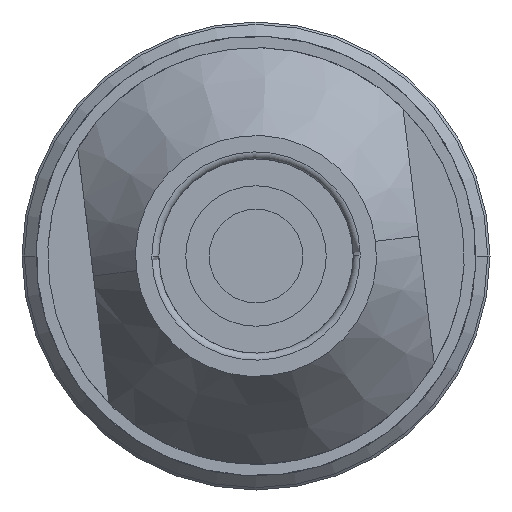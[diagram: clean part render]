
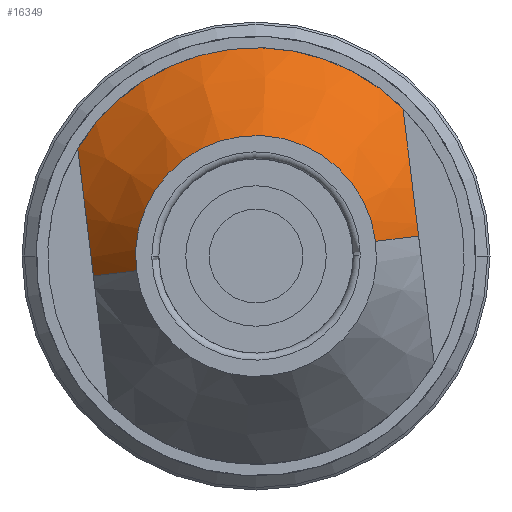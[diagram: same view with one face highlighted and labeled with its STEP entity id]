
A CAD part, front view. The second image highlights one B-rep face of the part: STEP entity #16349.
In plain terms, the highlighted conical face has half-angle 36.87 degrees and reference radius 7.025 mm.
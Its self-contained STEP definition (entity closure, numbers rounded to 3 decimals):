
#6828=CARTESIAN_POINT('',(6.948,-47.483,
0.853));
#6861=CARTESIAN_POINT('',(-6.948,-47.483,
-0.853));
#6863=DIRECTION('',(0.596,0.8,0.073));
#6864=VECTOR('',#6863,3.083);
#6865=CARTESIAN_POINT('',(5.112,-49.95,0.628));
#6866=LINE('',#6865,#6864);
#6881=CARTESIAN_POINT('',(6.278,-44.95,6.308));
#6882=CARTESIAN_POINT('',(6.305,-45.136,6.085));
#6883=CARTESIAN_POINT('',(6.358,-45.479,5.654));
#6884=CARTESIAN_POINT('',(6.431,-45.908,5.066));
#6885=CARTESIAN_POINT('',(6.497,-46.269,4.521));
#6886=CARTESIAN_POINT('',(6.56,-46.572,4.009));
#6887=CARTESIAN_POINT('',(6.62,-46.824,3.522));
#6888=CARTESIAN_POINT('',(6.678,-47.033,3.053));
#6889=CARTESIAN_POINT('',(6.733,-47.199,2.599));
#6890=CARTESIAN_POINT('',(6.788,-47.327,2.155));
#6891=CARTESIAN_POINT('',(6.842,-47.417,1.717));
#6892=CARTESIAN_POINT('',(6.895,-47.471,1.284));
#6893=CARTESIAN_POINT('',(6.93,-47.483,
0.997));
#6894=CARTESIAN_POINT('',(6.948,-47.483,
0.853));
#6896=DIRECTION('',(-0.596,0.8,-0.073));
#6897=VECTOR('',#6896,3.083);
#6898=CARTESIAN_POINT('',(-5.112,-49.95,-0.628));
#6899=LINE('',#6898,#6897);
#6900=CARTESIAN_POINT('',(-6.948,-47.483,
-0.853));
#6901=CARTESIAN_POINT('',(-6.966,-47.483,
-0.709));
#6902=CARTESIAN_POINT('',(-7.001,-47.471,
-0.42));
#6903=CARTESIAN_POINT('',(-7.054,-47.417,
0.015));
#6904=CARTESIAN_POINT('',(-7.108,-47.325,
0.455));
#6905=CARTESIAN_POINT('',(-7.163,-47.197,
0.9));
#6906=CARTESIAN_POINT('',(-7.219,-47.029,
1.356));
#6907=CARTESIAN_POINT('',(-7.277,-46.82,
1.825));
#6908=CARTESIAN_POINT('',(-7.336,-46.567,
2.312));
#6909=CARTESIAN_POINT('',(-7.399,-46.263,
2.824));
#6910=CARTESIAN_POINT('',(-7.466,-45.903,
3.367));
#6911=CARTESIAN_POINT('',(-7.538,-45.476,
3.952));
#6912=CARTESIAN_POINT('',(-7.59,-45.134,
4.38));
#6913=CARTESIAN_POINT('',(-7.618,-44.95,4.602));
#6915=CARTESIAN_POINT('',(0.,-44.95,0.));
#6916=DIRECTION('',(0.,1.,0.));
#6917=DIRECTION('',(-0.856,0.,0.517));
#6918=AXIS2_PLACEMENT_3D('',#6915,#6916,#6917);
#6920=CARTESIAN_POINT('',(0.,-44.95,0.));
#6921=DIRECTION('',(0.,1.,0.));
#6922=DIRECTION('',(-0.122,0.,0.993));
#6923=AXIS2_PLACEMENT_3D('',#6920,#6921,#6922);
#6930=CARTESIAN_POINT('',(0.,-49.95,0.));
#6931=DIRECTION('',(0.,1.,0.));
#6932=DIRECTION('',(-0.993,0.,-0.122));
#6933=AXIS2_PLACEMENT_3D('',#6930,#6931,#6932);
#10734=CARTESIAN_POINT('',(6.278,-44.95,6.308));
#10735=VERTEX_POINT('',#10734);
#10736=CARTESIAN_POINT('',(-1.085,-44.95,8.834));
#10737=VERTEX_POINT('',#10736);
#10738=CARTESIAN_POINT('',(-7.618,-44.95,4.602));
#10739=VERTEX_POINT('',#10738);
#10740=VERTEX_POINT('',#6828);
#10741=VERTEX_POINT('',#6861);
#10742=CARTESIAN_POINT('',(-5.112,-49.95,-0.628));
#10743=VERTEX_POINT('',#10742);
#10744=CARTESIAN_POINT('',(5.112,-49.95,0.628));
#10745=VERTEX_POINT('',#10744);
#16334=CARTESIAN_POINT('',(0.,-47.45,0.));
#16335=DIRECTION('',(0.,1.,0.));
#16336=DIRECTION('',(0.993,0.,0.122));
#16337=AXIS2_PLACEMENT_3D('',#16334,#16335,#16336);
#16338=CONICAL_SURFACE('',#16337,7.025,36.87);
#16339=ORIENTED_EDGE('',*,*,#16287,.T.);
#16340=ORIENTED_EDGE('',*,*,#16305,.F.);
#16342=ORIENTED_EDGE('',*,*,#16341,.F.);
#16343=ORIENTED_EDGE('',*,*,#16301,.T.);
#16344=ORIENTED_EDGE('',*,*,#16317,.T.);
#16345=ORIENTED_EDGE('',*,*,#16255,.T.);
#16346=ORIENTED_EDGE('',*,*,#16253,.T.);
#16347=EDGE_LOOP('',(#16339,#16340,#16342,#16343,#16344,#16345,#16346));
#16348=FACE_OUTER_BOUND('',#16347,.F.);
#16349=ADVANCED_FACE('',(#16348),#16338,.T.);
#6895=B_SPLINE_CURVE_WITH_KNOTS('',3,(#6881,#6882,#6883,#6884,#6885,#6886,#6887,
#6888,#6889,#6890,#6891,#6892,#6893,#6894),.UNSPECIFIED.,.F.,.F.,(4,1,1,1,1,1,1,
1,1,1,1,4),(0.,0.091,0.182,0.273,
0.364,0.455,0.545,0.636,
0.727,0.818,0.909,1.),.UNSPECIFIED.);
#6914=B_SPLINE_CURVE_WITH_KNOTS('',3,(#6900,#6901,#6902,#6903,#6904,#6905,#6906,
#6907,#6908,#6909,#6910,#6911,#6912,#6913),.UNSPECIFIED.,.F.,.F.,(4,1,1,1,1,1,1,
1,1,1,1,4),(0.,0.091,0.182,0.273,
0.364,0.455,0.545,0.636,
0.727,0.818,0.909,1.),.UNSPECIFIED.);
#6919=CIRCLE('',#6918,8.9);
#6924=CIRCLE('',#6923,8.9);
#6934=CIRCLE('',#6933,5.15);
#16253=EDGE_CURVE('',#10737,#10735,#6924,.T.);
#16255=EDGE_CURVE('',#10739,#10737,#6919,.T.);
#16287=EDGE_CURVE('',#10735,#10740,#6895,.T.);
#16301=EDGE_CURVE('',#10743,#10741,#6899,.T.);
#16305=EDGE_CURVE('',#10745,#10740,#6866,.T.);
#16317=EDGE_CURVE('',#10741,#10739,#6914,.T.);
#16341=EDGE_CURVE('',#10743,#10745,#6934,.T.);
